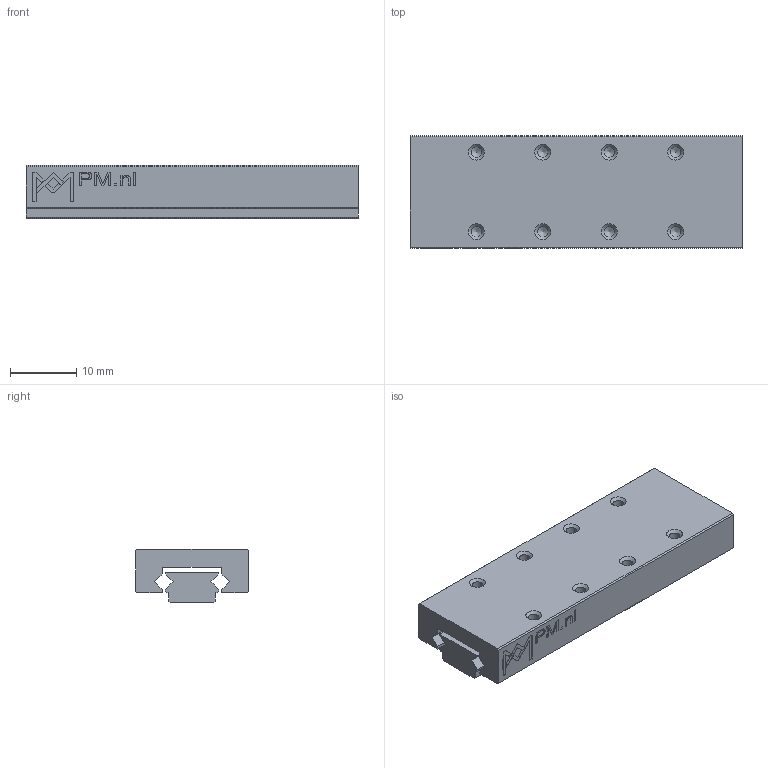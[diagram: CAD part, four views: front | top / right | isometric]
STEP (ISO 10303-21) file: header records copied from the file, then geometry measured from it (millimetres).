
FILE_DESCRIPTION(/* description */ (''),/* implementation_level */ '2;1');
FILE_NAME(/* name */ 'Slide MSR 7-50_A.stp',/* time_stamp */ '2019-11-04T10:36:56+01:00',/* author */ (''),/* organization */ (''),/* preprocessor_version */ 'ST-DEVELOPER v16.7',/* originating_system */ 'SIEMENS PLM Software NX 12.0',/* authorisation */ '');
FILE_SCHEMA (('AUTOMOTIVE_DESIGN { 1 0 10303 214 3 1 1 1 }'));
Length unit declared in the file: millimetre
Products named in the file (3): Upper Slide MSR 7-50_A_1-044644; Duplex MSR 7-50_A_1-044647; Slide MSR 7-50_A_2
Assembly tree (2 placements, depth 2):
  Slide MSR 7-50_A_2
    Duplex MSR 7-50_A_1-044647
    Upper Slide MSR 7-50_A_1-044644
Bounding box: 50 x 17 x 8 mm (x, y, z)
Volume: 5050.5 mm3; surface area: 4588.6 mm2
Topology: 2 solids, 2 shells, 156 faces, 410 edges, 270 vertices
Faces by surface type: plane 107, cone 24, cylinder 16, extrusion 9
Full cylindrical faces by diameter (mm): 1.6 x8, 2.5 x3, 4.5 x2
Entity records: 5216 total; most frequent: CARTESIAN_POINT 1152, ORIENTED_EDGE 700, DIRECTION 630, EDGE_CURVE 350, VERTEX_POINT 256, VECTOR 236, LINE 227, EDGE_LOOP 209
